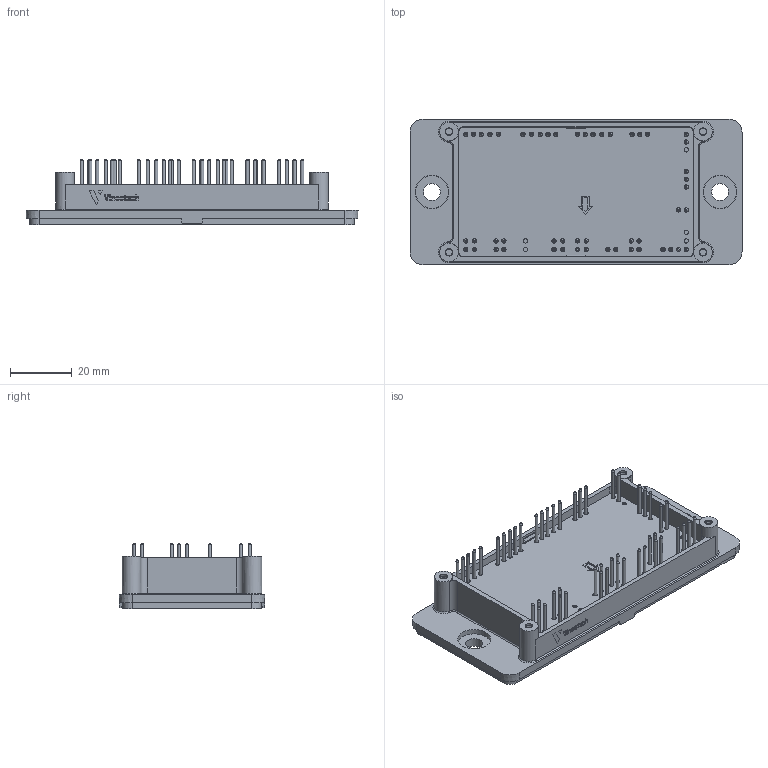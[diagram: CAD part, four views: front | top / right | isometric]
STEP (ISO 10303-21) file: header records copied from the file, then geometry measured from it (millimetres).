
FILE_DESCRIPTION(/* description */ ('Unknown'),/* implementation_level */ '2;1');
FILE_NAME(/* name */ 'Flow2-4T17W-M440(510)-02-OL',/* time_stamp */ '2019-01-11T11:01:32+01:00',/* author */ ('Unknown'),/* organization */ ('Unknown'),/* preprocessor_version */ 'ST-DEVELOPER v16.7',/* originating_system */ 'DEX',/* authorisation */ $);
FILE_SCHEMA (('AUTOMOTIVE_DESIGN {1 0 10303 214 3 1 1}'));
Length unit declared in the file: millimetre
Products named in the file (1): Flow2-4T17W-M440-OL
Bounding box: 107.2 x 47 x 21.28 mm (x, y, z)
Volume: 45598.5 mm3; surface area: 20850.1 mm2
Topology: 1 solids, 8 shells, 1012 faces, 2722 edges, 1791 vertices
Faces by surface type: plane 543, cylinder 196, cone 132, bspline 117, torus 24
Full cylindrical faces by diameter (mm): 1 x51, 1.4 x56, 2.1 x4, 2.4 x4, 3 x4, 5.5 x2, 6 x4
Entity records: 40917 total; most frequent: CARTESIAN_POINT 10009, ORIENTED_EDGE 4952, DIRECTION 4488, EDGE_CURVE 2476, VERTEX_POINT 1728, AXIS2_PLACEMENT_3D 1605, EDGE_LOOP 1376, FACE_BOUND 1376
